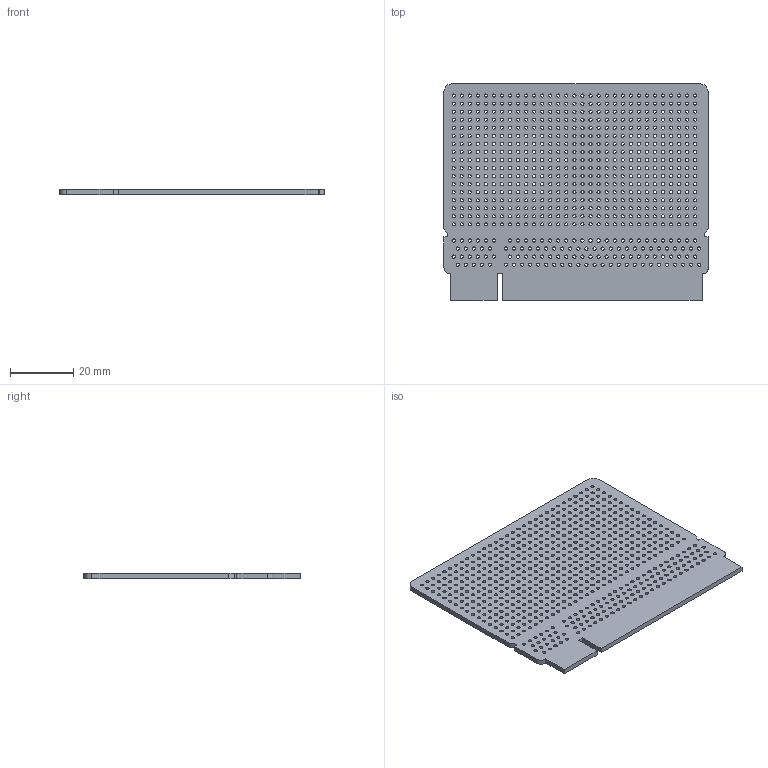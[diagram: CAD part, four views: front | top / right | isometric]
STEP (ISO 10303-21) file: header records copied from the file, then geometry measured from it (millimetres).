
FILE_DESCRIPTION(('KiCad electronic assembly'),'2;1');
FILE_NAME('Proto.step','2024-07-24T23:52:23',('Pcbnew'),('Kicad'), 'Open CASCADE STEP processor 7.6','KiCad to STEP converter','Unknown' );
FILE_SCHEMA(('AUTOMOTIVE_DESIGN { 1 0 10303 214 1 1 1 1 }'));
Length unit declared in the file: millimetre
Products named in the file (2): Proto 1; Proto_PCB
Assembly tree (1 placements, depth 2):
  Proto 1
    Proto_PCB
Bounding box: 83.31 x 68.2 x 1.61 mm (x, y, z)
Volume: 8213.3 mm3; surface area: 14015.8 mm2
Topology: 1 solids, 1 shells, 673 faces, 2013 edges, 1342 vertices
Faces by surface type: cylinder 653, plane 20
Full cylindrical faces by diameter (mm): 1 x527, 1.02 x120
Entity records: 26098 total; most frequent: DIRECTION 4669, CARTESIAN_POINT 4030, ORIENTED_EDGE 4026, EDGE_CURVE 2013, AXIS2_PLACEMENT_3D 1981, FACE_BOUND 1967, EDGE_LOOP 1967, VERTEX_POINT 1342
